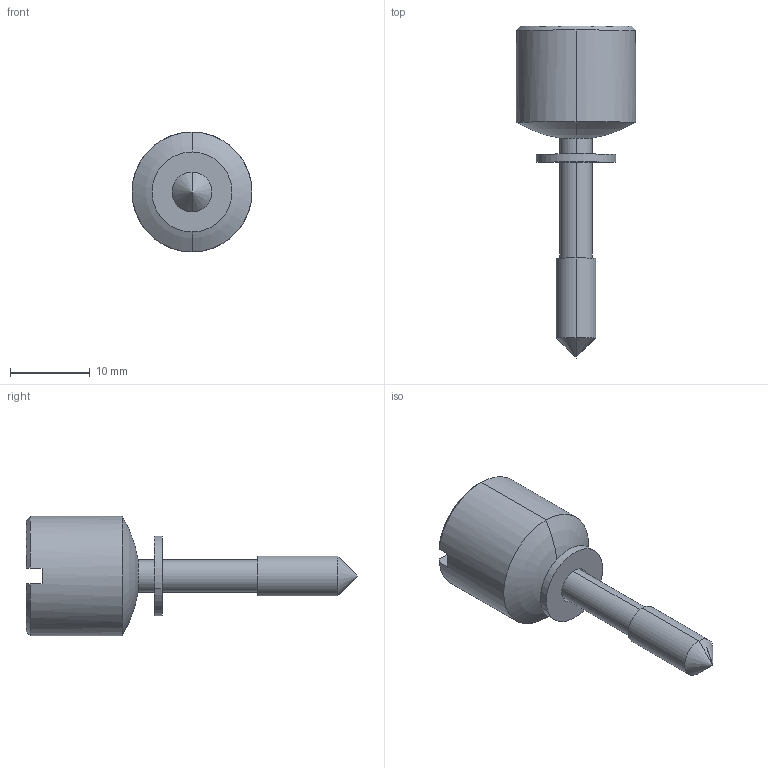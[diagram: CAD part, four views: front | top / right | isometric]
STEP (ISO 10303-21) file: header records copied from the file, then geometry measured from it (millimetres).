
FILE_DESCRIPTION (( 'STEP AP203' ), '1' );
FILE_NAME ('A-1176-46.STEP', '2013-03-25T04:45:53', ( '11sw' ), ( 'タキゲン製造株式会社' ), 'SwSTEP 2.0', 'SolidWorks 2011', '' );
FILE_SCHEMA (( 'CONFIG_CONTROL_DESIGN' ));
Length unit declared in the file: millimetre
Products named in the file (3): A-1176-40_-50本体__A-1176-46; A-1176儚僢僔儍_A-1176-16,17,18,45,46,47; A-1176-46
Assembly tree (2 placements, depth 2):
  A-1176-46
    A-1176-40_-50本体__A-1176-46
    A-1176儚僢僔儍_A-1176-16,17,18,45,46,47
Bounding box: 15 x 41.5 x 15 mm (x, y, z)
Volume: 2720.9 mm3; surface area: 1513.2 mm2
Topology: 2 solids, 2 shells, 25 faces, 56 edges, 34 vertices
Faces by surface type: cylinder 10, plane 8, cone 5, torus 2
Entity records: 1002 total; most frequent: DIRECTION 139, CARTESIAN_POINT 130, ORIENTED_EDGE 108, AXIS2_PLACEMENT_3D 59, EDGE_CURVE 54, VERTEX_POINT 34, CIRCLE 29, EDGE_LOOP 28
